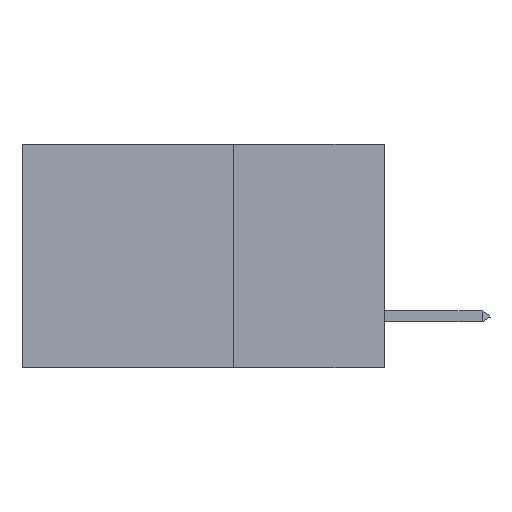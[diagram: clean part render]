
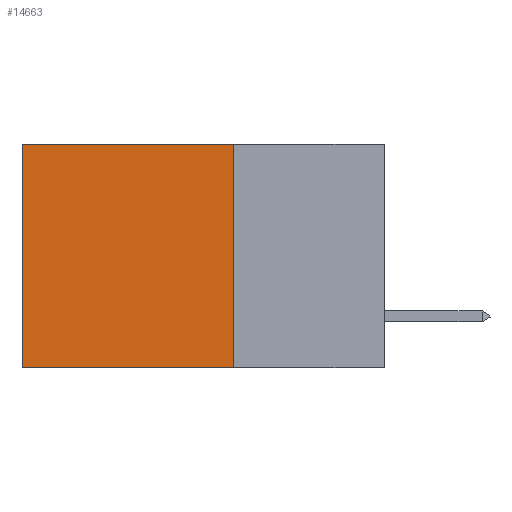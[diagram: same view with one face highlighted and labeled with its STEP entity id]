
A CAD part, left-side view. The second image highlights one B-rep face of the part: STEP entity #14663.
In plain terms, the highlighted planar face has unit normal (-1, 0, 0).
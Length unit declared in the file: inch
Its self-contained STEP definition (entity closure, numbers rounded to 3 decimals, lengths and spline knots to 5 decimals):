
#5068 = LINE ( 'NONE', #9813, #42699 ) ;
#5309 = ORIENTED_EDGE ( 'NONE', *, *, #44340, .F. ) ;
#5359 = LINE ( 'NONE', #37931, #25887 ) ;
#5862 = PLANE ( 'NONE',  #12474 ) ;
#6518 = CARTESIAN_POINT ( 'NONE',  ( 0.2875, 0.25, 0. ) ) ;
#9813 = CARTESIAN_POINT ( 'NONE',  ( 0.2875, 0.25, -0.37 ) ) ;
#12474 = AXIS2_PLACEMENT_3D ( 'NONE', #6518, #42633, #31538 ) ;
#13284 = CARTESIAN_POINT ( 'NONE',  ( 0.2875, 0.25, -0.37 ) ) ;
#14415 = VERTEX_POINT ( 'NONE', #16805 ) ;
#14428 = CARTESIAN_POINT ( 'NONE',  ( 0.2875, 0.6, 0. ) ) ;
#14663 = ADVANCED_FACE ( 'NONE', ( #41590 ), #5862, .F. ) ;
#16805 = CARTESIAN_POINT ( 'NONE',  ( 0.2875, 0.25, 0. ) ) ;
#17557 = EDGE_CURVE ( 'NONE', #14415, #35070, #28836, .T. ) ;
#17846 = ORIENTED_EDGE ( 'NONE', *, *, #46982, .F. ) ;
#18036 = VECTOR ( 'NONE', #46421, 39.37008 ) ;
#18251 = VERTEX_POINT ( 'NONE', #13284 ) ;
#18561 = CARTESIAN_POINT ( 'NONE',  ( 0.2875, 0.6, 0. ) ) ;
#19192 = EDGE_LOOP ( 'NONE', ( #33861, #17846, #5309, #45037 ) ) ;
#20655 = CARTESIAN_POINT ( 'NONE',  ( 0.2875, 0.6, -0.37 ) ) ;
#24973 = EDGE_CURVE ( 'NONE', #35070, #45792, #34424, .T. ) ;
#25887 = VECTOR ( 'NONE', #45264, 39.37008 ) ;
#28836 = LINE ( 'NONE', #33165, #18036 ) ;
#31538 = DIRECTION ( 'NONE',  ( 0., 0., -1. ) ) ;
#32531 = DIRECTION ( 'NONE',  ( 0., 0., -1. ) ) ;
#33165 = CARTESIAN_POINT ( 'NONE',  ( 0.2875, 0.25, 0. ) ) ;
#33861 = ORIENTED_EDGE ( 'NONE', *, *, #24973, .T. ) ;
#34424 = LINE ( 'NONE', #18561, #40620 ) ;
#34820 = DIRECTION ( 'NONE',  ( 0., 1., 0. ) ) ;
#35070 = VERTEX_POINT ( 'NONE', #14428 ) ;
#37931 = CARTESIAN_POINT ( 'NONE',  ( 0.2875, 0.25, 0. ) ) ;
#40620 = VECTOR ( 'NONE', #32531, 39.37008 ) ;
#41590 = FACE_OUTER_BOUND ( 'NONE', #19192, .T. ) ;
#42633 = DIRECTION ( 'NONE',  ( 1., 0., 0. ) ) ;
#42699 = VECTOR ( 'NONE', #34820, 39.37008 ) ;
#44340 = EDGE_CURVE ( 'NONE', #14415, #18251, #5359, .T. ) ;
#45037 = ORIENTED_EDGE ( 'NONE', *, *, #17557, .T. ) ;
#45264 = DIRECTION ( 'NONE',  ( 0., 0., -1. ) ) ;
#45792 = VERTEX_POINT ( 'NONE', #20655 ) ;
#46421 = DIRECTION ( 'NONE',  ( 0., 1., 0. ) ) ;
#46982 = EDGE_CURVE ( 'NONE', #18251, #45792, #5068, .T. ) ;
